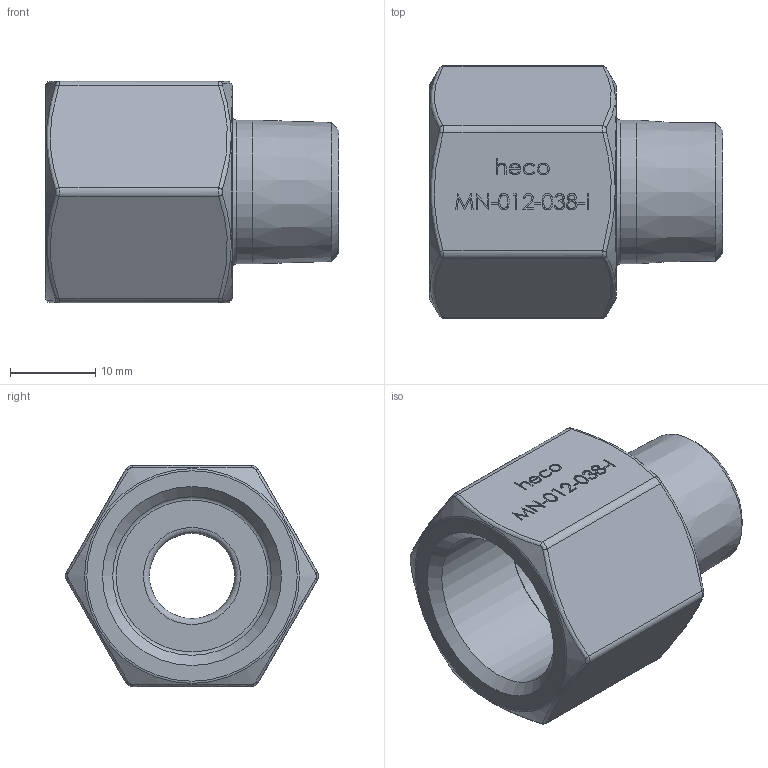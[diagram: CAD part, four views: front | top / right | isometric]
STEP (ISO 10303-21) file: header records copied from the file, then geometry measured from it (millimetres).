
FILE_DESCRIPTION (( 'STEP AP214' ), '1' );
FILE_NAME ('MN-012-038-I 2310.STEP', '2023-10-27T09:42:11', ( '' ), ( '' ), 'SwSTEP 2.0', 'SolidWorks 2019', '' );
FILE_SCHEMA (( 'AUTOMOTIVE_DESIGN' ));
Length unit declared in the file: millimetre
Products named in the file (1): MN-012-038-I 2310
Bounding box: 34.5 x 29.71 x 26 mm (x, y, z)
Volume: 9870.2 mm3; surface area: 4915.5 mm2
Topology: 1 solids, 1 shells, 235 faces, 595 edges, 387 vertices
Faces by surface type: bspline 114, plane 100, cylinder 10, torus 6, cone 5
Full cylindrical faces by diameter (mm): 10 x1, 16.893 x1, 18.631 x1, 18.831 x1
Entity records: 14954 total; most frequent: CARTESIAN_POINT 7993, ORIENTED_EDGE 1148, DIRECTION 633, EDGE_CURVE 574, VERTEX_POINT 381, LINE 303, VECTOR 303, EDGE_LOOP 277
